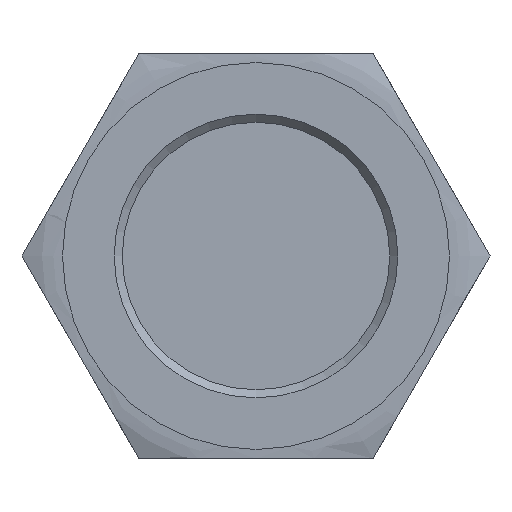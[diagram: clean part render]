
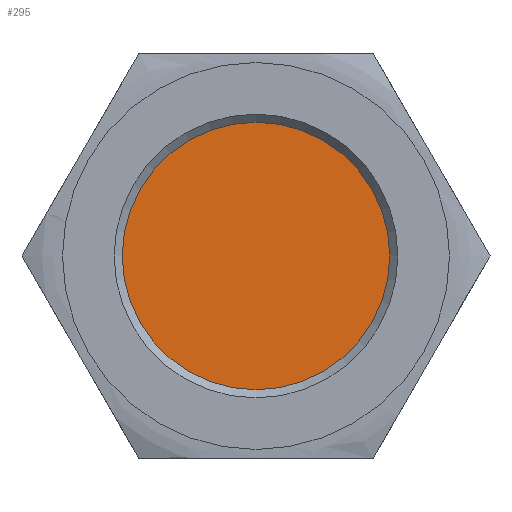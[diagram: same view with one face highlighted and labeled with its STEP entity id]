
A CAD part, front view. The second image highlights one B-rep face of the part: STEP entity #295.
In plain terms, the highlighted planar face has unit normal (0, -1, 0).
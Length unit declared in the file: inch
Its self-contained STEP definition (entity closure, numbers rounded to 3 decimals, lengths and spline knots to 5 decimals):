
#36=CIRCLE('',#345,0.0825);
#37=CIRCLE('',#346,0.0825);
#55=FACE_OUTER_BOUND('',#73,.T.);
#73=EDGE_LOOP('',(#268,#269));
#139=VERTEX_POINT('',#575);
#140=VERTEX_POINT('',#576);
#181=EDGE_CURVE('',#139,#140,#36,.T.);
#183=EDGE_CURVE('',#140,#139,#37,.T.);
#268=ORIENTED_EDGE('',*,*,#181,.F.);
#269=ORIENTED_EDGE('',*,*,#183,.F.);
#279=PLANE('',#348);
#295=ADVANCED_FACE('',(#55),#279,.T.);
#345=AXIS2_PLACEMENT_3D('',#577,#418,#419);
#346=AXIS2_PLACEMENT_3D('',#579,#421,#422);
#348=AXIS2_PLACEMENT_3D('',#581,#425,#426);
#418=DIRECTION('center_axis',(0.,1.,0.));
#419=DIRECTION('ref_axis',(0.,0.,1.));
#421=DIRECTION('center_axis',(0.,1.,0.));
#422=DIRECTION('ref_axis',(0.,0.,1.));
#425=DIRECTION('center_axis',(0.,-1.,0.));
#426=DIRECTION('ref_axis',(0.,0.,-1.));
#575=CARTESIAN_POINT('',(0.,-1.,-0.0825));
#576=CARTESIAN_POINT('',(0.,-1.,0.0825));
#577=CARTESIAN_POINT('Origin',(0.,-1.,0.));
#579=CARTESIAN_POINT('Origin',(0.,-1.,0.));
#581=CARTESIAN_POINT('Origin',(0.,-1.,0.));
